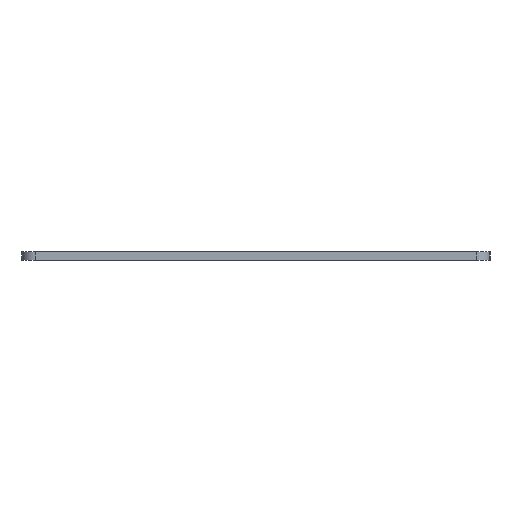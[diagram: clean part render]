
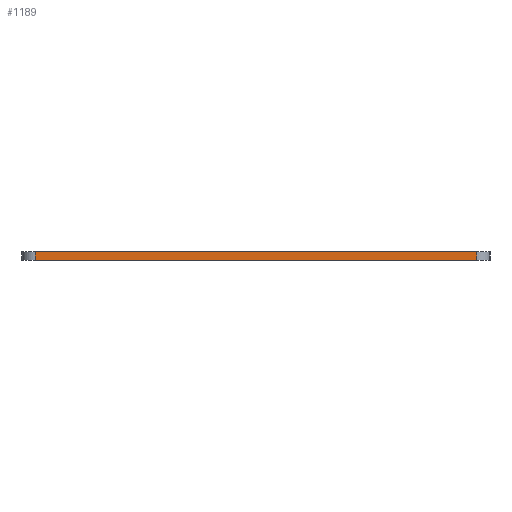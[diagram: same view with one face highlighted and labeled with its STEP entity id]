
A CAD part, left-side view. The second image highlights one B-rep face of the part: STEP entity #1189.
In plain terms, the highlighted planar face has unit normal (-1, 0, 0).
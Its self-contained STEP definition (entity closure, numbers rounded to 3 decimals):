
#44=PLANE('',#1334);
#77=FACE_OUTER_BOUND('',#160,.T.);
#160=EDGE_LOOP('',(#952,#953,#954,#955));
#223=LINE('',#1816,#330);
#248=LINE('',#1919,#355);
#260=LINE('',#1965,#367);
#269=LINE('',#2018,#376);
#330=VECTOR('',#1435,1.);
#355=VECTOR('',#1530,1.);
#367=VECTOR('',#1568,1.);
#376=VECTOR('',#1615,1.);
#518=VERTEX_POINT('',#1813);
#519=VERTEX_POINT('',#1815);
#562=VERTEX_POINT('',#1917);
#583=VERTEX_POINT('',#1963);
#639=EDGE_CURVE('',#519,#518,#223,.T.);
#691=EDGE_CURVE('',#518,#562,#248,.T.);
#714=EDGE_CURVE('',#583,#562,#260,.T.);
#741=EDGE_CURVE('',#519,#583,#269,.T.);
#952=ORIENTED_EDGE('',*,*,#639,.T.);
#953=ORIENTED_EDGE('',*,*,#691,.T.);
#954=ORIENTED_EDGE('',*,*,#714,.F.);
#955=ORIENTED_EDGE('',*,*,#741,.F.);
#1189=ADVANCED_FACE('',(#77),#44,.F.);
#1334=AXIS2_PLACEMENT_3D('',#2017,#1613,#1614);
#1435=DIRECTION('',(0.,-1.,0.));
#1530=DIRECTION('',(0.,0.,1.));
#1568=DIRECTION('',(0.,-1.,0.));
#1613=DIRECTION('center_axis',(1.,0.,0.));
#1614=DIRECTION('ref_axis',(0.,-1.,0.));
#1615=DIRECTION('',(0.,0.,1.));
#1813=CARTESIAN_POINT('',(0.,-49.5,0.));
#1815=CARTESIAN_POINT('',(0.,49.5,0.));
#1816=CARTESIAN_POINT('',(0.,52.5,0.));
#1917=CARTESIAN_POINT('',(0.,-49.5,2.));
#1919=CARTESIAN_POINT('',(0.,-49.5,0.));
#1963=CARTESIAN_POINT('',(0.,49.5,2.));
#1965=CARTESIAN_POINT('',(0.,52.5,2.));
#2017=CARTESIAN_POINT('Origin',(0.,52.5,0.));
#2018=CARTESIAN_POINT('',(0.,49.5,0.));
